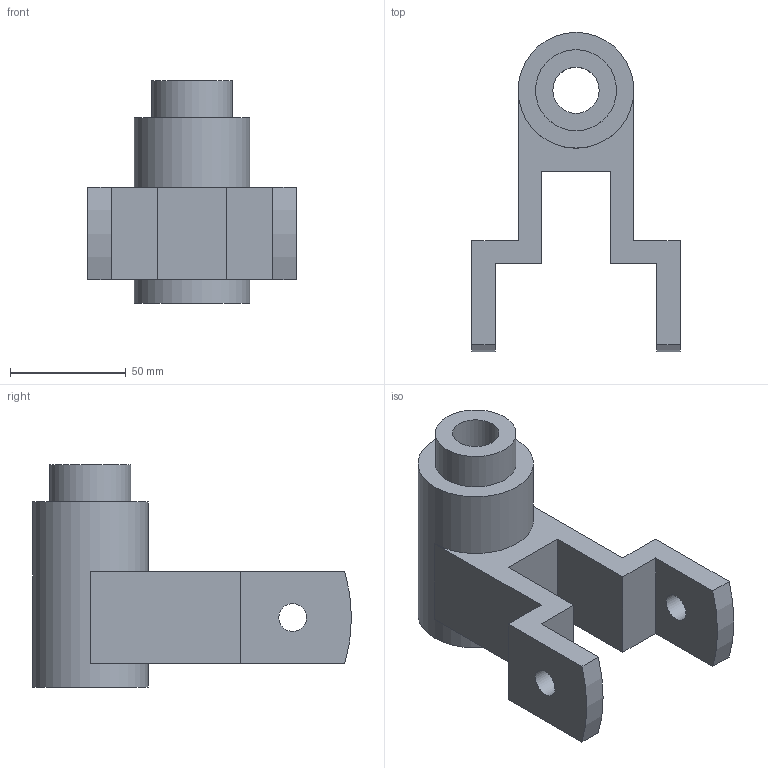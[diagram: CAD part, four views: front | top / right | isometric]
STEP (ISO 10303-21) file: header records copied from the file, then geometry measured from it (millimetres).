
FILE_DESCRIPTION(/* description */ (''),/* implementation_level */ '2;1');
FILE_NAME(/* name */ 'fig 6 v2.step',/* time_stamp */ '2022-10-14T14:04:36+05:30',/* author */ (''),/* organization */ (''),/* preprocessor_version */ 'ST-DEVELOPER v19',/* originating_system */ 'Autodesk Translation Framework v11.7.0.108',/* authorisation */ '');
FILE_SCHEMA (('AUTOMOTIVE_DESIGN { 1 0 10303 214 3 1 1 }'));
Length unit declared in the file: millimetre
Products named in the file (1): fig 6
Bounding box: 90 x 137.92 x 96 mm (x, y, z)
Volume: 248345.1 mm3; surface area: 46476.6 mm2
Topology: 1 solids, 1 shells, 25 faces, 64 edges, 42 vertices
Faces by surface type: plane 18, cylinder 7
Full cylindrical faces by diameter (mm): 12 x2, 20 x1, 35 x1, 50 x1
Entity records: 810 total; most frequent: DIRECTION 132, CARTESIAN_POINT 132, ORIENTED_EDGE 128, EDGE_CURVE 64, LINE 48, VECTOR 48, VERTEX_POINT 42, AXIS2_PLACEMENT_3D 42
